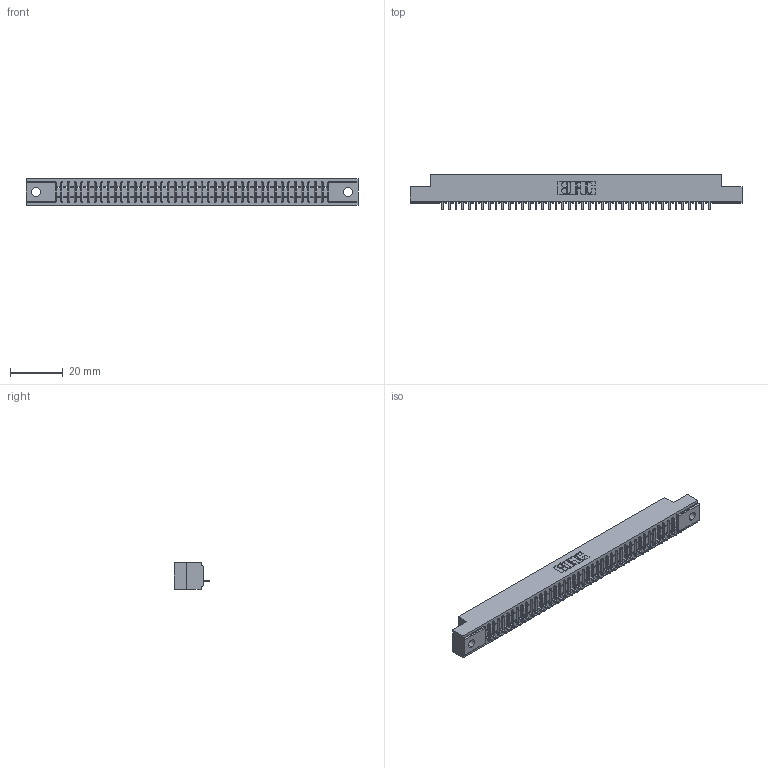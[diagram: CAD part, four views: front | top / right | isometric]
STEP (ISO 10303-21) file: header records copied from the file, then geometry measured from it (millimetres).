
FILE_DESCRIPTION (( 'STEP AP203' ), '1' );
FILE_NAME ('341-041-524-102.STEP', '2018-08-07T01:00:47', ( '' ), ( '' ), 'SwSTEP 2.0', 'SolidWorks 2016', '' );
FILE_SCHEMA (( 'CONFIG_CONTROL_DESIGN' ));
Length unit declared in the file: inch
Products named in the file (3): 341-041-524-102; 341 Part_.128 (3.25) Dia Mounting Holes; 341-292-001_341-292-124
Assembly tree (42 placements, depth 2):
  341-041-524-102
    341 Part_.128 (3.25) Dia Mounting Holes
    341-292-001_341-292-124  x41
Bounding box: 126.36 x 13.64 x 10.16 mm (x, y, z)
Volume: 8993.1 mm3; surface area: 13560.9 mm2
Topology: 42 solids, 42 shells, 3478 faces, 10033 edges, 6438 vertices
Faces by surface type: plane 2159, cylinder 1155, sphere 84, torus 80
Entity records: 48442 total; most frequent: CARTESIAN_POINT 8230, ORIENTED_EDGE 8218, DIRECTION 7945, EDGE_CURVE 4109, VECTOR 3319, LINE 3319, VERTEX_POINT 2598, AXIS2_PLACEMENT_3D 2313
